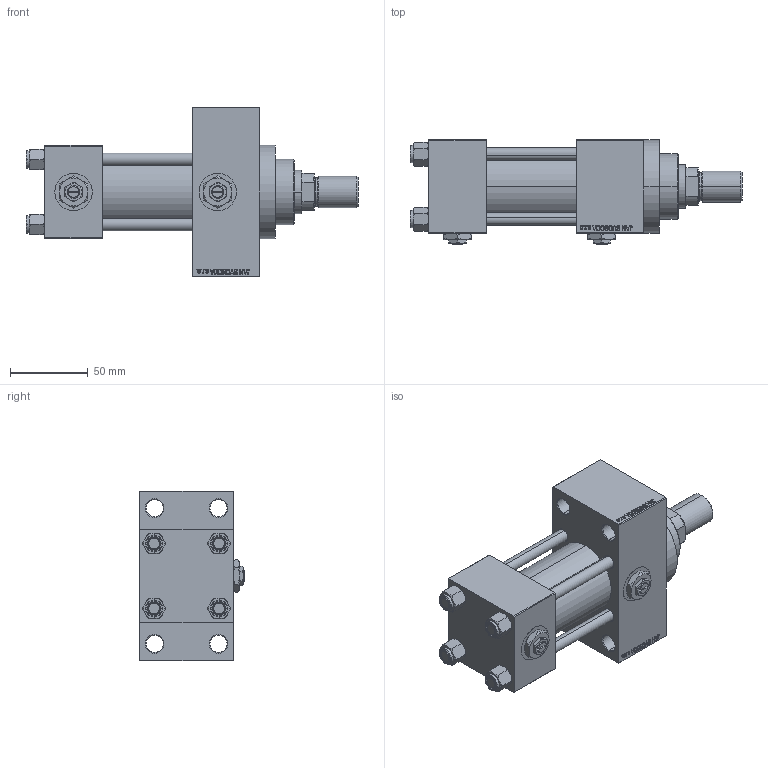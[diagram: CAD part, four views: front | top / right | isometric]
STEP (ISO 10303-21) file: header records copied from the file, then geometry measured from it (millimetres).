
FILE_DESCRIPTION (( 'STEP AP203' ), '1' );
FILE_NAME ('1431.STEP', '2025-06-10T06:56:15', ( '' ), ( '' ), 'SwSTEP 2.0', 'SolidWorks 2019', '' );
FILE_SCHEMA (( 'CONFIG_CONTROL_DESIGN' ));
Length unit declared in the file: millimetre
Products named in the file (8): ROD_END_AH 5c323d8176d56f36788ca6125d233d29; Zatka_pro_OIL_PORT 5c323d8176d56f36788ca6125d233d29; V215CR_D_Body 5c323d8176d56f36788ca6125d233d29; V215CR_VCP_D 5c323d8176d56f36788ca6125d233d29; NUT_M5_D 5c323d8176d56f36788ca6125d233d29; V215_VC_A 5c323d8176d56f36788ca6125d233d29; V215CR_D_TYCINKA 5c323d8176d56f36788ca6125d233d29; 1431
Assembly tree (14 placements, depth 2):
  1431
    V215CR_D_Body 5c323d8176d56f36788ca6125d233d29
    V215CR_VCP_D 5c323d8176d56f36788ca6125d233d29
    NUT_M5_D 5c323d8176d56f36788ca6125d233d29  x4
    V215CR_D_TYCINKA 5c323d8176d56f36788ca6125d233d29  x4
    V215_VC_A 5c323d8176d56f36788ca6125d233d29
    ROD_END_AH 5c323d8176d56f36788ca6125d233d29
    Zatka_pro_OIL_PORT 5c323d8176d56f36788ca6125d233d29  x2
Bounding box: 213 x 67 x 109 mm (x, y, z)
Volume: 540599.2 mm3; surface area: 132908.2 mm2
Topology: 14 solids, 14 shells, 1220 faces, 3014 edges, 1939 vertices
Faces by surface type: plane 550, bspline 368, cone 188, cylinder 104, torus 10
Entity records: 49764 total; most frequent: CARTESIAN_POINT 25751, ORIENTED_EDGE 5328, DIRECTION 3534, EDGE_CURVE 2664, VERTEX_POINT 1737, LINE 1562, VECTOR 1562, EDGE_LOOP 1197
